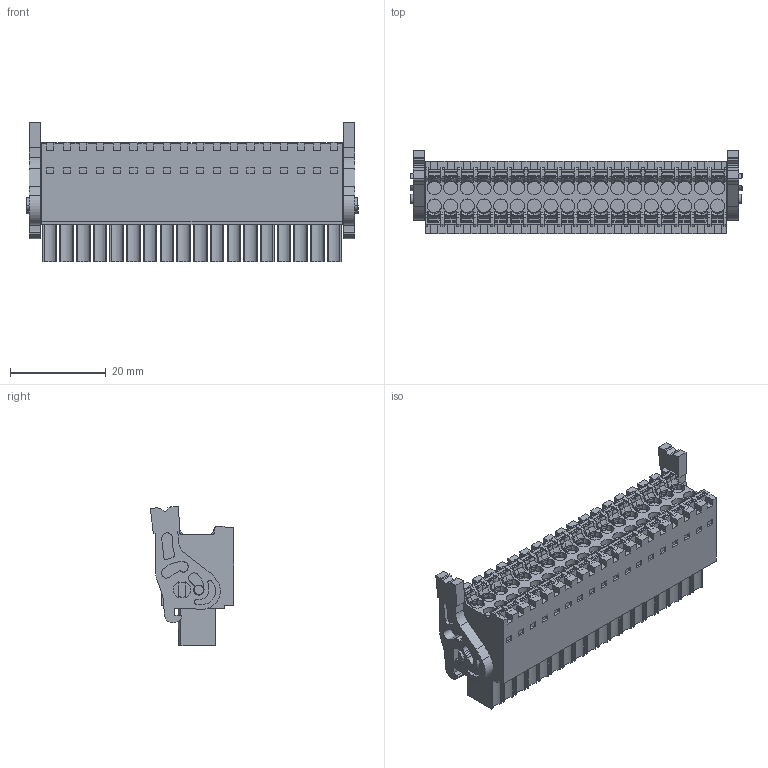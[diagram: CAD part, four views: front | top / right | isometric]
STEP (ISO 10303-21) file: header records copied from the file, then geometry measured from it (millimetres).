
FILE_DESCRIPTION(('CATIA V5 STEP','CAx-IF Rec.Pracs.--- Model Styling and Organization---1.4--- 2014-01-23'),'2;1');
FILE_NAME ('D1450503_1', '2023-08-22T06:49:28+00:00', ('none'), ('Weidmueller'), 'CATIA Version 5-6 Release 2016 SP3 HF44', 'CATIA V5 STEP AP214', 'none');
FILE_SCHEMA(('AUTOMOTIVE_DESIGN { 1 0 10303 214 1 1 1 1 }'));
Products named in the file (1): 1278210000
Bounding box: 69.5 x 17.45 x 29.28 mm (x, y, z)
Volume: 18236.9 mm3; surface area: 12206.9 mm2
Topology: 39 solids, 39 shells, 2574 faces, 7477 edges, 5083 vertices
Faces by surface type: plane 1632, cylinder 356, extrusion 227, torus 215, cone 72, bspline 72
Entity records: 88418 total; most frequent: CARTESIAN_POINT 27534, ORIENTED_EDGE 14954, DIRECTION 8600, EDGE_CURVE 7477, VECTOR 5452, LINE 5225, VERTEX_POINT 5083, EDGE_LOOP 2688
